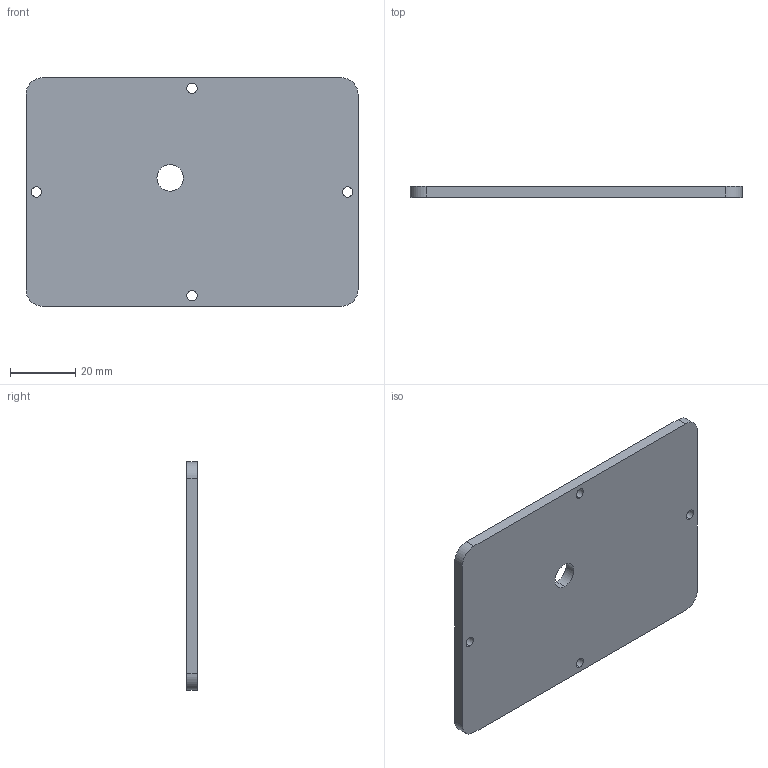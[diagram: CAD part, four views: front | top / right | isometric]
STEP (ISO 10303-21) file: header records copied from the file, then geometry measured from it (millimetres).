
FILE_DESCRIPTION (( 'STEP AP203' ), '1' );
FILE_NAME ('Top cover.STEP', '2023-07-21T05:55:28', ( '' ), ( '' ), 'SwSTEP 2.0', 'SolidWorks 2022', '' );
FILE_SCHEMA (( 'CONFIG_CONTROL_DESIGN' ));
Length unit declared in the file: inch
Products named in the file (1): Top cover
Bounding box: 101.6 x 3.3 x 69.85 mm (x, y, z)
Volume: 23086.7 mm3; surface area: 15303.5 mm2
Topology: 1 solids, 1 shells, 20 faces, 54 edges, 36 vertices
Faces by surface type: cylinder 14, plane 6
Entity records: 745 total; most frequent: DIRECTION 124, CARTESIAN_POINT 111, ORIENTED_EDGE 108, EDGE_CURVE 54, AXIS2_PLACEMENT_3D 49, VERTEX_POINT 36, EDGE_LOOP 30, CIRCLE 28
